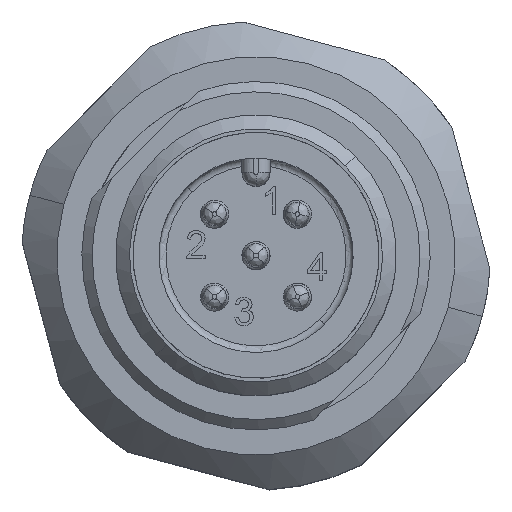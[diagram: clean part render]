
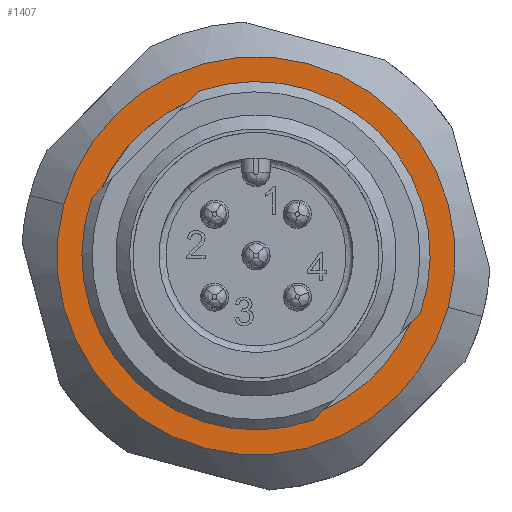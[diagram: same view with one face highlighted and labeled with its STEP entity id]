
A CAD part, top view. The second image highlights one B-rep face of the part: STEP entity #1407.
In plain terms, the highlighted planar face has unit normal (0, 0, 1).
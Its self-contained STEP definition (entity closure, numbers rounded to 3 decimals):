
#1247=AXIS2_PLACEMENT_3D('Circle Axis2P3D',#1245,#1246,$) ;
#1254=AXIS2_PLACEMENT_3D('Circle Axis2P3D',#1252,#1253,$) ;
#1283=AXIS2_PLACEMENT_3D('Circle Axis2P3D',#1281,#1282,$) ;
#1322=AXIS2_PLACEMENT_3D('Circle Axis2P3D',#1320,#1321,$) ;
#1337=AXIS2_PLACEMENT_3D('Plane Axis2P3D',#1334,#1335,#1336) ;
#1341=AXIS2_PLACEMENT_3D('Circle Axis2P3D',#1339,#1340,$) ;
#1350=AXIS2_PLACEMENT_3D('Circle Axis2P3D',#1348,#1349,$) ;
#1366=AXIS2_PLACEMENT_3D('Circle Axis2P3D',#1364,#1365,$) ;
#1385=AXIS2_PLACEMENT_3D('Circle Axis2P3D',#1383,#1384,$) ;
#1242=CARTESIAN_POINT('Vertex',(17.006,7.53,19.312)) ;
#1245=CARTESIAN_POINT('Axis2P3D Location',(9.984,9.984,19.312)) ;
#1249=CARTESIAN_POINT('Vertex',(15.244,15.244,19.312)) ;
#1252=CARTESIAN_POINT('Axis2P3D Location',(9.984,9.984,19.312)) ;
#1256=CARTESIAN_POINT('Vertex',(7.53,17.006,19.312)) ;
#1281=CARTESIAN_POINT('Axis2P3D Location',(9.984,9.984,19.312)) ;
#1285=CARTESIAN_POINT('Vertex',(12.438,2.963,19.312)) ;
#1287=CARTESIAN_POINT('Vertex',(4.725,4.725,19.312)) ;
#1317=CARTESIAN_POINT('Vertex',(2.963,12.438,19.312)) ;
#1320=CARTESIAN_POINT('Axis2P3D Location',(9.984,9.984,19.312)) ;
#1334=CARTESIAN_POINT('Axis2P3D Location',(3.01,11.853,19.312)) ;
#1339=CARTESIAN_POINT('Axis2P3D Location',(9.984,9.984,19.312)) ;
#1343=CARTESIAN_POINT('Vertex',(18.195,7.785,19.312)) ;
#1345=CARTESIAN_POINT('Vertex',(1.774,12.184,19.312)) ;
#1348=CARTESIAN_POINT('Axis2P3D Location',(9.984,9.984,19.312)) ;
#1357=CARTESIAN_POINT('Line Origine',(16.786,7.311,19.312)) ;
#1361=CARTESIAN_POINT('Vertex',(16.567,7.092,19.312)) ;
#1364=CARTESIAN_POINT('Axis2P3D Location',(9.984,9.984,19.312)) ;
#1368=CARTESIAN_POINT('Vertex',(12.877,3.402,19.312)) ;
#1371=CARTESIAN_POINT('Line Origine',(12.658,3.183,19.312)) ;
#1376=CARTESIAN_POINT('Line Origine',(3.183,12.658,19.312)) ;
#1380=CARTESIAN_POINT('Vertex',(3.402,12.877,19.312)) ;
#1383=CARTESIAN_POINT('Axis2P3D Location',(9.984,9.984,19.312)) ;
#1387=CARTESIAN_POINT('Vertex',(7.092,16.567,19.312)) ;
#1390=CARTESIAN_POINT('Line Origine',(7.311,16.786,19.312)) ;
#1246=DIRECTION('Axis2P3D Direction',(0.,0.,-1.)) ;
#1253=DIRECTION('Axis2P3D Direction',(0.,0.,-1.)) ;
#1282=DIRECTION('Axis2P3D Direction',(0.,0.,-1.)) ;
#1321=DIRECTION('Axis2P3D Direction',(0.,0.,-1.)) ;
#1335=DIRECTION('Axis2P3D Direction',(0.,0.,1.)) ;
#1336=DIRECTION('Axis2P3D XDirection',(0.259,0.966,0.)) ;
#1340=DIRECTION('Axis2P3D Direction',(0.,0.,1.)) ;
#1349=DIRECTION('Axis2P3D Direction',(0.,0.,1.)) ;
#1358=DIRECTION('Vector Direction',(-0.707,-0.707,0.)) ;
#1365=DIRECTION('Axis2P3D Direction',(0.,0.,1.)) ;
#1372=DIRECTION('Vector Direction',(-0.707,-0.707,0.)) ;
#1377=DIRECTION('Vector Direction',(0.707,0.707,0.)) ;
#1384=DIRECTION('Axis2P3D Direction',(0.,0.,1.)) ;
#1391=DIRECTION('Vector Direction',(0.707,0.707,0.)) ;
#1359=VECTOR('Line Direction',#1358,1.) ;
#1373=VECTOR('Line Direction',#1372,1.) ;
#1378=VECTOR('Line Direction',#1377,1.) ;
#1392=VECTOR('Line Direction',#1391,1.) ;
#1354=ORIENTED_EDGE('',*,*,#1347,.T.) ;
#1355=ORIENTED_EDGE('',*,*,#1352,.T.) ;
#1396=ORIENTED_EDGE('',*,*,#1363,.T.) ;
#1397=ORIENTED_EDGE('',*,*,#1370,.F.) ;
#1398=ORIENTED_EDGE('',*,*,#1375,.T.) ;
#1399=ORIENTED_EDGE('',*,*,#1289,.T.) ;
#1400=ORIENTED_EDGE('',*,*,#1324,.T.) ;
#1401=ORIENTED_EDGE('',*,*,#1382,.T.) ;
#1402=ORIENTED_EDGE('',*,*,#1389,.F.) ;
#1403=ORIENTED_EDGE('',*,*,#1394,.T.) ;
#1404=ORIENTED_EDGE('',*,*,#1258,.T.) ;
#1405=ORIENTED_EDGE('',*,*,#1251,.T.) ;
#1406=FACE_BOUND('',#1395,.T.) ;
#1407=ADVANCED_FACE('Hauptk\X2\00F6\X0\rper',(#1356,#1406),#1338,.T.) ;
#1248=CIRCLE('generated circle',#1247,7.438) ;
#1255=CIRCLE('generated circle',#1254,7.438) ;
#1284=CIRCLE('generated circle',#1283,7.438) ;
#1323=CIRCLE('generated circle',#1322,7.438) ;
#1342=CIRCLE('generated circle',#1341,8.5) ;
#1351=CIRCLE('generated circle',#1350,8.5) ;
#1367=CIRCLE('generated circle',#1366,7.19) ;
#1386=CIRCLE('generated circle',#1385,7.19) ;
#1251=EDGE_CURVE('',#1250,#1243,#1248,.T.) ;
#1258=EDGE_CURVE('',#1257,#1250,#1255,.T.) ;
#1289=EDGE_CURVE('',#1286,#1288,#1284,.T.) ;
#1324=EDGE_CURVE('',#1288,#1318,#1323,.T.) ;
#1347=EDGE_CURVE('',#1344,#1346,#1342,.T.) ;
#1352=EDGE_CURVE('',#1346,#1344,#1351,.T.) ;
#1363=EDGE_CURVE('',#1243,#1362,#1360,.T.) ;
#1370=EDGE_CURVE('',#1369,#1362,#1367,.T.) ;
#1375=EDGE_CURVE('',#1369,#1286,#1374,.T.) ;
#1382=EDGE_CURVE('',#1318,#1381,#1379,.T.) ;
#1389=EDGE_CURVE('',#1388,#1381,#1386,.T.) ;
#1394=EDGE_CURVE('',#1388,#1257,#1393,.T.) ;
#1353=EDGE_LOOP('',(#1354,#1355)) ;
#1395=EDGE_LOOP('',(#1396,#1397,#1398,#1399,#1400,#1401,#1402,#1403,#1404,#1405)) ;
#1356=FACE_OUTER_BOUND('',#1353,.T.) ;
#1360=LINE('Line',#1357,#1359) ;
#1374=LINE('Line',#1371,#1373) ;
#1379=LINE('Line',#1376,#1378) ;
#1393=LINE('Line',#1390,#1392) ;
#1338=PLANE('',#1337) ;
#1243=VERTEX_POINT('',#1242) ;
#1250=VERTEX_POINT('',#1249) ;
#1257=VERTEX_POINT('',#1256) ;
#1286=VERTEX_POINT('',#1285) ;
#1288=VERTEX_POINT('',#1287) ;
#1318=VERTEX_POINT('',#1317) ;
#1344=VERTEX_POINT('',#1343) ;
#1346=VERTEX_POINT('',#1345) ;
#1362=VERTEX_POINT('',#1361) ;
#1369=VERTEX_POINT('',#1368) ;
#1381=VERTEX_POINT('',#1380) ;
#1388=VERTEX_POINT('',#1387) ;
